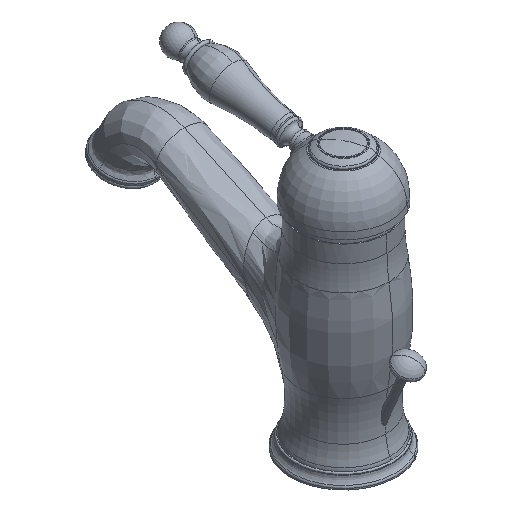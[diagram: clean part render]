
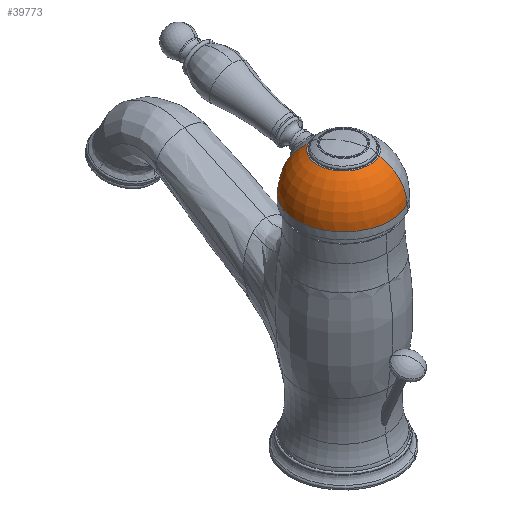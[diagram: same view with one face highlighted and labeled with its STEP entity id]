
A CAD part, isometric view. The second image highlights one B-rep face of the part: STEP entity #39773.
In plain terms, the highlighted toroidal (fillet/blend) face has major radius 0.034 mm and minor radius 27.4 mm.
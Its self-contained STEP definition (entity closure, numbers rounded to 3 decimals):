
#38222=CARTESIAN_POINT('Vertex',(13.151,-24.072,125.078)) ;
#38225=CARTESIAN_POINT('Axis2P3D Location',(0.,0.,125.078)) ;
#38229=CARTESIAN_POINT('Vertex',(-13.151,24.072,125.078)) ;
#39743=CARTESIAN_POINT('Axis2P3D Location',(0.,0.,124.6)) ;
#39748=CARTESIAN_POINT('Axis2P3D Location',(-0.016,0.03,124.6)) ;
#39752=CARTESIAN_POINT('Vertex',(-7.314,13.388,147.383)) ;
#39755=CARTESIAN_POINT('Axis2P3D Location',(0.016,-0.03,124.6)) ;
#39759=CARTESIAN_POINT('Vertex',(7.314,-13.388,147.383)) ;
#39762=CARTESIAN_POINT('Axis2P3D Location',(0.,0.,147.383)) ;
#38226=DIRECTION('Axis2P3D Direction',(-0.,0.,-1.)) ;
#39744=DIRECTION('Axis2P3D Direction',(0.,0.,1.)) ;
#39745=DIRECTION('Axis2P3D XDirection',(-0.479,0.878,0.)) ;
#39749=DIRECTION('Axis2P3D Direction',(0.878,0.479,-0.)) ;
#39756=DIRECTION('Axis2P3D Direction',(-0.878,-0.479,0.)) ;
#39763=DIRECTION('Axis2P3D Direction',(0.,0.,1.)) ;
#38227=AXIS2_PLACEMENT_3D('Circle Axis2P3D',#38225,#38226,$) ;
#39746=AXIS2_PLACEMENT_3D('Torus Axis2P3D',#39743,#39744,#39745) ;
#39750=AXIS2_PLACEMENT_3D('Circle Axis2P3D',#39748,#39749,$) ;
#39757=AXIS2_PLACEMENT_3D('Circle Axis2P3D',#39755,#39756,$) ;
#39764=AXIS2_PLACEMENT_3D('Circle Axis2P3D',#39762,#39763,$) ;
#38228=CIRCLE('generated circle',#38227,27.43) ;
#39751=CIRCLE('generated circle',#39750,27.4) ;
#39758=CIRCLE('generated circle',#39757,27.4) ;
#39765=CIRCLE('generated circle',#39764,15.255) ;
#38231=EDGE_CURVE('',#38230,#38223,#38228,.F.) ;
#39754=EDGE_CURVE('',#38230,#39753,#39751,.T.) ;
#39761=EDGE_CURVE('',#38223,#39760,#39758,.T.) ;
#39766=EDGE_CURVE('',#39753,#39760,#39765,.T.) ;
#39768=ORIENTED_EDGE('',*,*,#39754,.F.) ;
#39769=ORIENTED_EDGE('',*,*,#38231,.T.) ;
#39770=ORIENTED_EDGE('',*,*,#39761,.T.) ;
#39771=ORIENTED_EDGE('',*,*,#39766,.F.) ;
#39767=EDGE_LOOP('',(#39768,#39769,#39770,#39771)) ;
#38223=VERTEX_POINT('',#38222) ;
#38230=VERTEX_POINT('',#38229) ;
#39753=VERTEX_POINT('',#39752) ;
#39760=VERTEX_POINT('',#39759) ;
#39773=ADVANCED_FACE('PR95755.1\\P30455.1\\PartBody',(#39772),#39747,.T.) ;
#39747=DEGENERATE_TOROIDAL_SURFACE('homeo Torus',#39746,0.034,27.4,.T.) ;
#39772=FACE_OUTER_BOUND('',#39767,.T.) ;
